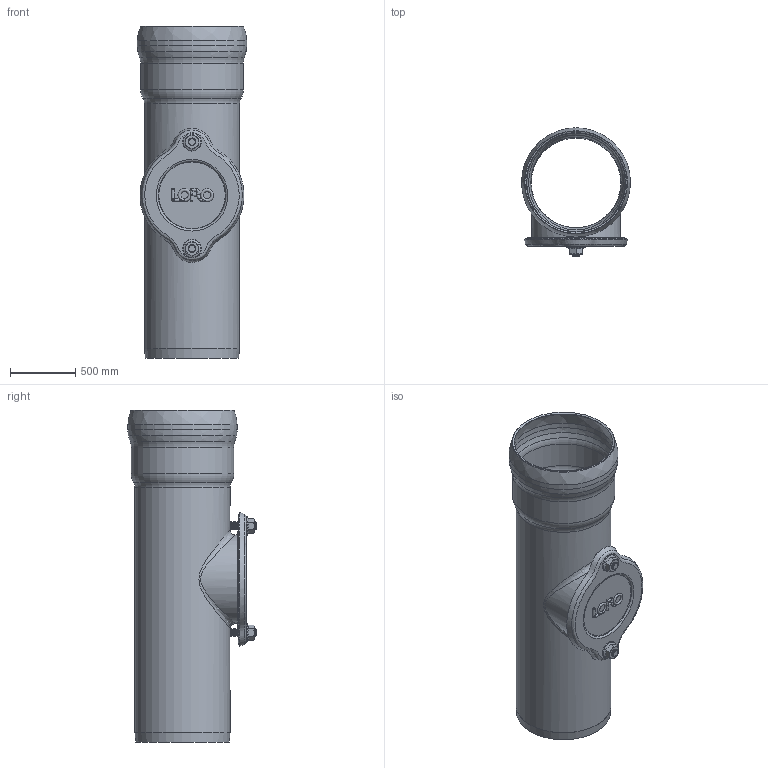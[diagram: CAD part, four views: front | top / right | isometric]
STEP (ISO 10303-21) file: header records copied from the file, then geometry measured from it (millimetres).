
FILE_DESCRIPTION(/* description */ (''),/* implementation_level */ '2;1');
FILE_NAME(/* name */ '5550.070C_3D.stp',/* time_stamp */ '2025-08-05T11:21:39+02:00',/* author */ ('c.rudolph'),/* organization */ (''),/* preprocessor_version */ 'ST-DEVELOPER v20',/* originating_system */ 'AutoCAD Mechanical',/* authorisation */ '');
FILE_SCHEMA (('AUTOMOTIVE_DESIGN { 1 0 10303 214 3 1 1 }'));
Length unit declared in the file: centimetre
Products named in the file (2): Product; *S0
Assembly tree (1 placements, depth 2):
  Product
    *S0
Bounding box: 838 x 984 x 2550 mm (x, y, z)
Volume: 107778086.1 mm3; surface area: 13838688.7 mm2
Topology: 8 solids, 8 shells, 198 faces, 465 edges, 283 vertices
Faces by surface type: cone 104, plane 33, cylinder 24, torus 19, bspline 15, sphere 3
Full cylindrical faces by diameter (mm): 49.17 x2, 70 x2, 560 x1, 650 x1, 680 x1, 700 x1, 730 x1, 740 x1, 758 x1, 788 x1, 808 x1, 838 x1
Entity records: 16617 total; most frequent: CARTESIAN_POINT 12075, DIRECTION 982, ORIENTED_EDGE 922, EDGE_CURVE 461, AXIS2_PLACEMENT_3D 418, VERTEX_POINT 277, CIRCLE 227, EDGE_LOOP 216
